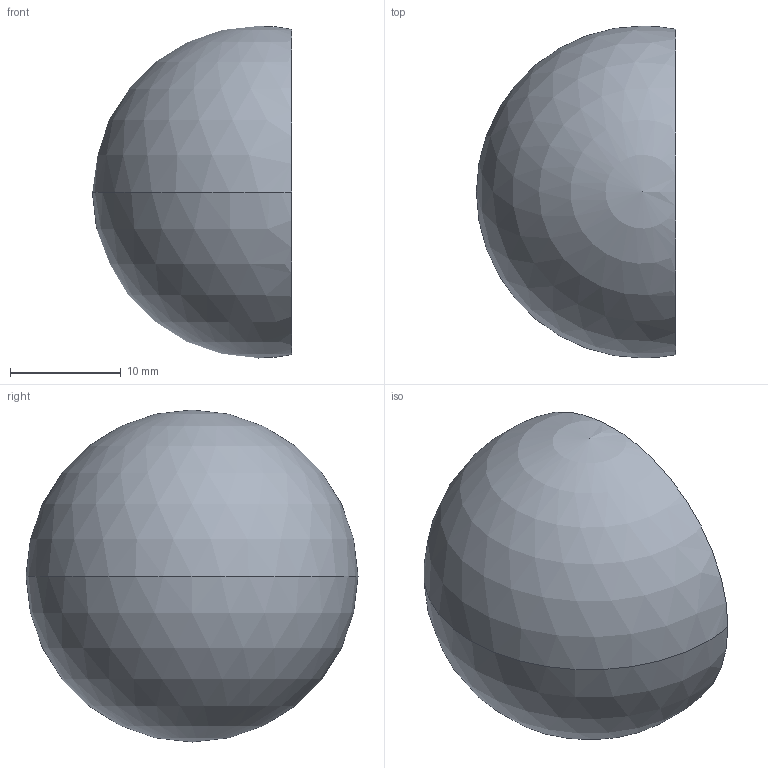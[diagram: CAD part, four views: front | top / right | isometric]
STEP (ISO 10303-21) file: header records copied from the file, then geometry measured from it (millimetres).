
FILE_DESCRIPTION (( 'STEP AP214' ), '1' );
FILE_NAME ('Eyeball.STEP', '2025-09-29T07:40:59', ( 'Windows User' ), ( '' ), 'SwSTEP 2.0', 'SolidWorks 2023', '' );
FILE_SCHEMA (( 'AUTOMOTIVE_DESIGN' ));
Length unit declared in the file: millimetre
Products named in the file (1): Eyeball
Bounding box: 18 x 30 x 30 mm (x, y, z)
Volume: 2872.4 mm3; surface area: 4191.7 mm2
Topology: 5 solids, 5 shells, 48 faces, 131 edges, 86 vertices
Faces by surface type: cylinder 29, sphere 10, plane 9
Entity records: 1951 total; most frequent: CARTESIAN_POINT 577, DIRECTION 245, ORIENTED_EDGE 238, EDGE_CURVE 119, AXIS2_PLACEMENT_3D 104, VERTEX_POINT 78, CIRCLE 55, EDGE_LOOP 53
